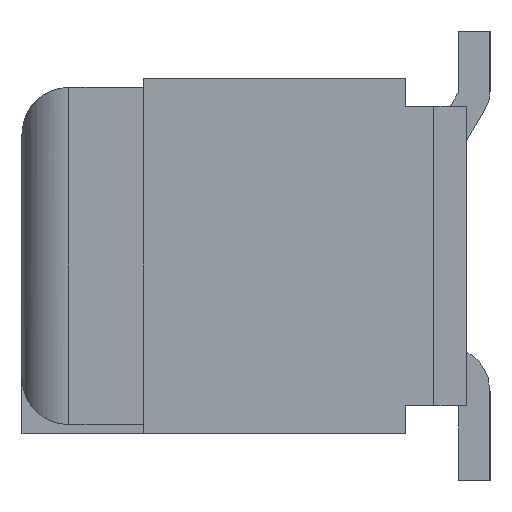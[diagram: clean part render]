
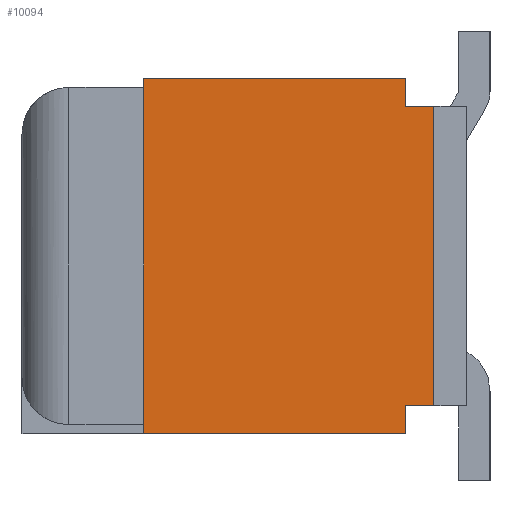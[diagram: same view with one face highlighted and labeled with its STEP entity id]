
A CAD part, left-side view. The second image highlights one B-rep face of the part: STEP entity #10094.
In plain terms, the highlighted planar face has unit normal (-1, 0, 0).
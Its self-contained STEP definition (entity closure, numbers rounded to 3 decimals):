
#4420=VERTEX_POINT('',#12513);
#5154=EDGE_CURVE('',#9874,#4420,#13308,.T.);
#5404=VERTEX_POINT('',#13581);
#6774=VERTEX_POINT('',#15072);
#7036=EDGE_CURVE('',#5404,#9058,#15358,.T.);
#7052=VERTEX_POINT('',#15375);
#7138=EDGE_CURVE('',#10550,#9874,#15467,.T.);
#7174=EDGE_CURVE('',#6774,#10550,#15506,.T.);
#7868=EDGE_CURVE('',#7052,#4420,#16266,.T.);
#7956=VERTEX_POINT('',#16360);
#7978=EDGE_CURVE('',#7052,#5404,#16382,.T.);
#8264=EDGE_CURVE('',#7956,#10720,#16695,.T.);
#8568=VERTEX_POINT('',#17018);
#9058=VERTEX_POINT('',#17547);
#9840=EDGE_CURVE('',#9058,#8568,#18411,.T.);
#9874=VERTEX_POINT('',#18447);
#10094=ADVANCED_FACE('',(#18684),#18685,.F.);
#10466=EDGE_CURVE('',#10720,#6774,#19095,.T.);
#10550=VERTEX_POINT('',#19186);
#10720=VERTEX_POINT('',#19367);
#11290=EDGE_CURVE('',#7956,#8568,#19982,.T.);
#12513=CARTESIAN_POINT('',(-10.5,0.9,1.9));
#13308=LINE('',#22611,#22612);
#13581=CARTESIAN_POINT('',(-10.5,3.7,1.8));
#15072=CARTESIAN_POINT('',(-10.5,0.6,-1.6));
#15358=LINE('',#25586,#25587);
#15375=CARTESIAN_POINT('',(-10.5,3.7,1.9));
#15467=LINE('',#25749,#25750);
#15506=LINE('',#25812,#25813);
#16266=LINE('',#26905,#26906);
#16360=CARTESIAN_POINT('',(-10.5,0.9,-1.9));
#16382=LINE('',#27083,#27084);
#16695=LINE('',#27532,#27533);
#17018=CARTESIAN_POINT('',(-10.5,3.7,-1.9));
#17547=CARTESIAN_POINT('',(-10.5,3.7,-1.8));
#18411=LINE('',#30078,#30079);
#18447=CARTESIAN_POINT('',(-10.5,0.9,1.6));
#18684=FACE_OUTER_BOUND('',#30474,.T.);
#18685=PLANE('',#30475);
#19095=LINE('',#31066,#31067);
#19186=CARTESIAN_POINT('',(-10.5,0.6,1.6));
#19367=CARTESIAN_POINT('',(-10.5,0.9,-1.6));
#19982=LINE('',#32366,#32367);
#22611=CARTESIAN_POINT('',(-10.5,0.9,0.875));
#22612=VECTOR('',#34693,1.0);
#25586=CARTESIAN_POINT('',(-10.5,3.7,0.0));
#25587=VECTOR('',#36820,1.0);
#25749=CARTESIAN_POINT('',(-10.5,1.213,1.6));
#25750=VECTOR('',#36903,1.0);
#25812=CARTESIAN_POINT('',(-10.5,0.6,0.0));
#25813=VECTOR('',#36939,1.0);
#26905=CARTESIAN_POINT('',(-10.5,1.975,1.9));
#26906=VECTOR('',#37697,1.0);
#27083=CARTESIAN_POINT('',(-10.5,3.7,0.0));
#27084=VECTOR('',#37788,1.0);
#27532=CARTESIAN_POINT('',(-10.5,0.9,-0.875));
#27533=VECTOR('',#38173,1.0);
#30078=CARTESIAN_POINT('',(-10.5,3.7,0.0));
#30079=VECTOR('',#39958,1.0);
#30474=EDGE_LOOP('',(#40214,#40215,#40216,#40217,#40218,#40219,#40220,#40221,#40222,#40223));
#30475=AXIS2_PLACEMENT_3D('',#40224,#40225,#40226);
#31066=CARTESIAN_POINT('',(-10.5,1.213,-1.6));
#31067=VECTOR('',#40616,1.0);
#32366=CARTESIAN_POINT('',(-10.5,1.975,-1.9));
#32367=VECTOR('',#41346,1.0);
#34693=DIRECTION('',(-0.0,0.0,1.0));
#36820=DIRECTION('',(0.0,0.0,-1.0));
#36903=DIRECTION('',(0.0,1.0,0.0));
#36939=DIRECTION('',(-0.0,0.0,1.0));
#37697=DIRECTION('',(0.0,-1.0,0.0));
#37788=DIRECTION('',(0.0,0.0,-1.0));
#38173=DIRECTION('',(-0.0,0.0,1.0));
#39958=DIRECTION('',(0.0,0.0,-1.0));
#40214=ORIENTED_EDGE('',*,*,#10466,.T.);
#40215=ORIENTED_EDGE('',*,*,#7174,.T.);
#40216=ORIENTED_EDGE('',*,*,#7138,.T.);
#40217=ORIENTED_EDGE('',*,*,#5154,.T.);
#40218=ORIENTED_EDGE('',*,*,#7868,.F.);
#40219=ORIENTED_EDGE('',*,*,#7978,.T.);
#40220=ORIENTED_EDGE('',*,*,#7036,.T.);
#40221=ORIENTED_EDGE('',*,*,#9840,.T.);
#40222=ORIENTED_EDGE('',*,*,#11290,.F.);
#40223=ORIENTED_EDGE('',*,*,#8264,.T.);
#40224=CARTESIAN_POINT('',(-10.5,1.975,0.0));
#40225=DIRECTION('',(1.0,0.0,0.0));
#40226=DIRECTION('',(0.0,0.0,-1.0));
#40616=DIRECTION('',(0.0,-1.0,0.0));
#41346=DIRECTION('',(0.0,1.0,0.0));
